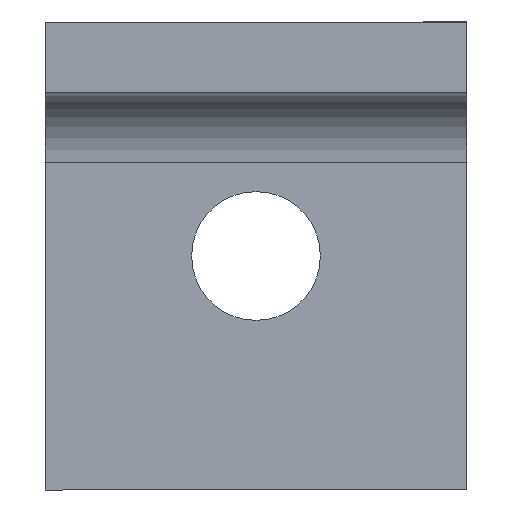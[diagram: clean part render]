
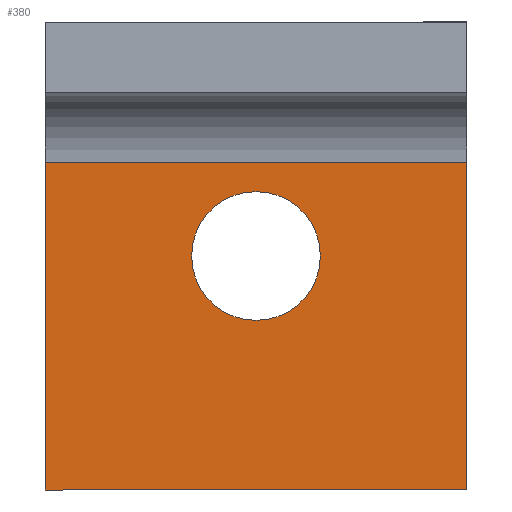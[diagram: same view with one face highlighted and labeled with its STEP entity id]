
A CAD part, front view. The second image highlights one B-rep face of the part: STEP entity #380.
In plain terms, the highlighted face is planar.
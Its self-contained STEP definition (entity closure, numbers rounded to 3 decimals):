
#20=FACE_BOUND('',#73,.T.);
#34=PLANE('',#418);
#52=FACE_OUTER_BOUND('',#72,.T.);
#72=EDGE_LOOP('',(#323,#324,#325,#326));
#73=EDGE_LOOP('',(#327));
#116=LINE('',#609,#161);
#118=LINE('',#616,#163);
#119=LINE('',#618,#164);
#120=LINE('',#619,#165);
#161=VECTOR('',#496,10.);
#163=VECTOR('',#504,1000.);
#164=VECTOR('',#505,1000.);
#165=VECTOR('',#506,1000.);
#174=CIRCLE('',#417,2.75);
#204=VERTEX_POINT('',#605);
#205=VERTEX_POINT('',#607);
#206=VERTEX_POINT('',#611);
#207=VERTEX_POINT('',#615);
#208=VERTEX_POINT('',#617);
#249=EDGE_CURVE('',#204,#205,#116,.T.);
#250=EDGE_CURVE('',#206,#206,#174,.T.);
#252=EDGE_CURVE('',#207,#204,#118,.T.);
#253=EDGE_CURVE('',#208,#205,#119,.T.);
#254=EDGE_CURVE('',#208,#207,#120,.T.);
#323=ORIENTED_EDGE('',*,*,#252,.T.);
#324=ORIENTED_EDGE('',*,*,#249,.T.);
#325=ORIENTED_EDGE('',*,*,#253,.F.);
#326=ORIENTED_EDGE('',*,*,#254,.T.);
#327=ORIENTED_EDGE('',*,*,#250,.F.);
#380=ADVANCED_FACE('',(#52,#20),#34,.F.);
#417=AXIS2_PLACEMENT_3D('',#612,#499,#500);
#418=AXIS2_PLACEMENT_3D('',#614,#502,#503);
#496=DIRECTION('',(0.,0.,1.));
#499=DIRECTION('center_axis',(1.,0.,0.));
#500=DIRECTION('ref_axis',(0.,-1.,0.));
#502=DIRECTION('center_axis',(-1.,0.,0.));
#503=DIRECTION('ref_axis',(0.,-1.,0.));
#504=DIRECTION('',(0.,1.,0.));
#505=DIRECTION('',(0.,1.,0.));
#506=DIRECTION('',(0.,0.,-1.));
#605=CARTESIAN_POINT('',(3.,20.,-9.));
#607=CARTESIAN_POINT('',(3.,20.,9.));
#609=CARTESIAN_POINT('',(3.,20.,-9.));
#611=CARTESIAN_POINT('',(3.,10.,-2.75));
#612=CARTESIAN_POINT('Origin',(3.,10.,0.));
#614=CARTESIAN_POINT('Origin',(3.,17.,9.));
#615=CARTESIAN_POINT('',(3.,6.,-9.));
#616=CARTESIAN_POINT('',(3.,17.,-9.));
#617=CARTESIAN_POINT('',(3.,6.,9.));
#618=CARTESIAN_POINT('',(3.,17.,9.));
#619=CARTESIAN_POINT('',(3.,6.,9.));
